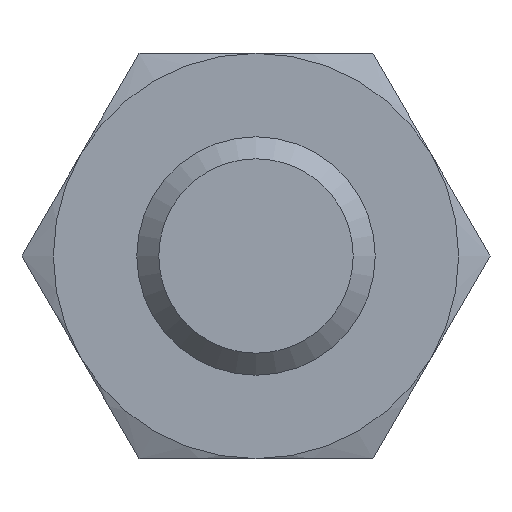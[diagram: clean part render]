
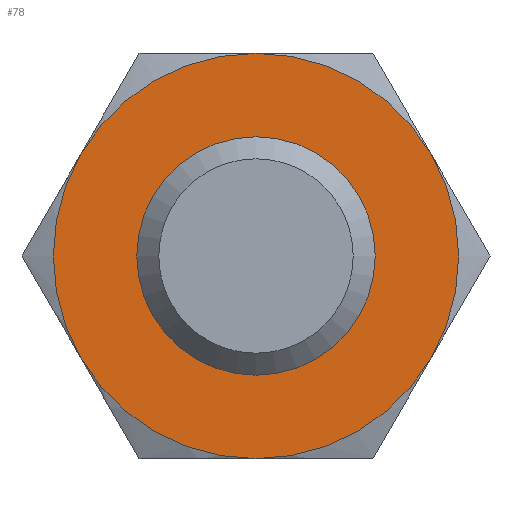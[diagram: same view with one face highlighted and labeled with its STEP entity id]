
A CAD part, front view. The second image highlights one B-rep face of the part: STEP entity #78.
In plain terms, the highlighted planar face has unit normal (0, -1, 0).
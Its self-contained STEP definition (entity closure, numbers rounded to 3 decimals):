
#78 = ADVANCED_FACE( '', ( #163, #164 ), #165, .F. );
#163 = FACE_BOUND( '', #255, .T. );
#164 = FACE_OUTER_BOUND( '', #256, .T. );
#165 = PLANE( '', #257 );
#255 = EDGE_LOOP( '', ( #410 ) );
#256 = EDGE_LOOP( '', ( #411, #412, #413, #414, #415, #416 ) );
#257 = AXIS2_PLACEMENT_3D( '', #417, #418, #419 );
#410 = ORIENTED_EDGE( '', *, *, #552, .F. );
#411 = ORIENTED_EDGE( '', *, *, #553, .T. );
#412 = ORIENTED_EDGE( '', *, *, #554, .T. );
#413 = ORIENTED_EDGE( '', *, *, #530, .T. );
#414 = ORIENTED_EDGE( '', *, *, #519, .T. );
#415 = ORIENTED_EDGE( '', *, *, #511, .T. );
#416 = ORIENTED_EDGE( '', *, *, #549, .T. );
#417 = CARTESIAN_POINT( '', ( 8.5, 0., 0. ) );
#418 = DIRECTION( '', ( 0., 1., 0. ) );
#419 = DIRECTION( '', ( 0., 0., 1. ) );
#511 = EDGE_CURVE( '', #593, #596, #598, .T. );
#519 = EDGE_CURVE( '', #610, #593, #611, .T. );
#530 = EDGE_CURVE( '', #602, #610, #626, .T. );
#549 = EDGE_CURVE( '', #596, #583, #650, .T. );
#552 = EDGE_CURVE( '', #653, #653, #654, .T. );
#553 = EDGE_CURVE( '', #583, #655, #656, .T. );
#554 = EDGE_CURVE( '', #655, #602, #657, .T. );
#583 = VERTEX_POINT( '', #698 );
#593 = VERTEX_POINT( '', #729 );
#596 = VERTEX_POINT( '', #737 );
#598 = CIRCLE( '', #744, 8.5 );
#602 = VERTEX_POINT( '', #749 );
#610 = VERTEX_POINT( '', #773 );
#611 = CIRCLE( '', #774, 8.5 );
#626 = CIRCLE( '', #810, 8.5 );
#650 = CIRCLE( '', #860, 8.5 );
#653 = VERTEX_POINT( '', #868 );
#654 = CIRCLE( '', #869, 3.85 );
#655 = VERTEX_POINT( '', #870 );
#656 = CIRCLE( '', #871, 8.5 );
#657 = CIRCLE( '', #872, 8.5 );
#698 = CARTESIAN_POINT( '', ( 0., 0., -8.5 ) );
#729 = CARTESIAN_POINT( '', ( -7.361, 0., 4.25 ) );
#737 = CARTESIAN_POINT( '', ( -7.361, 0., -4.25 ) );
#744 = AXIS2_PLACEMENT_3D( '', #911, #912, #913 );
#749 = CARTESIAN_POINT( '', ( 7.361, 0., 4.25 ) );
#773 = CARTESIAN_POINT( '', ( 0., 0., 8.5 ) );
#774 = AXIS2_PLACEMENT_3D( '', #916, #917, #918 );
#810 = AXIS2_PLACEMENT_3D( '', #926, #927, #928 );
#860 = AXIS2_PLACEMENT_3D( '', #948, #949, #950 );
#868 = CARTESIAN_POINT( '', ( 0., 0., -3.85 ) );
#869 = AXIS2_PLACEMENT_3D( '', #951, #952, #953 );
#870 = CARTESIAN_POINT( '', ( 7.361, 0., -4.25 ) );
#871 = AXIS2_PLACEMENT_3D( '', #954, #955, #956 );
#872 = AXIS2_PLACEMENT_3D( '', #957, #958, #959 );
#911 = CARTESIAN_POINT( '', ( 0., 0., 0. ) );
#912 = DIRECTION( '', ( 0., -1., 0. ) );
#913 = DIRECTION( '', ( 0., 0., -1. ) );
#916 = CARTESIAN_POINT( '', ( 0., 0., 0. ) );
#917 = DIRECTION( '', ( 0., -1., 0. ) );
#918 = DIRECTION( '', ( 0., 0., -1. ) );
#926 = CARTESIAN_POINT( '', ( 0., 0., 0. ) );
#927 = DIRECTION( '', ( 0., -1., 0. ) );
#928 = DIRECTION( '', ( 0., 0., -1. ) );
#948 = CARTESIAN_POINT( '', ( 0., 0., 0. ) );
#949 = DIRECTION( '', ( 0., -1., 0. ) );
#950 = DIRECTION( '', ( 0., 0., -1. ) );
#951 = CARTESIAN_POINT( '', ( 0., 0., 0. ) );
#952 = DIRECTION( '', ( 0., -1., 0. ) );
#953 = DIRECTION( '', ( 0., 0., -1. ) );
#954 = CARTESIAN_POINT( '', ( 0., 0., 0. ) );
#955 = DIRECTION( '', ( 0., -1., 0. ) );
#956 = DIRECTION( '', ( 0., 0., -1. ) );
#957 = CARTESIAN_POINT( '', ( 0., 0., 0. ) );
#958 = DIRECTION( '', ( 0., -1., 0. ) );
#959 = DIRECTION( '', ( 0., 0., -1. ) );
